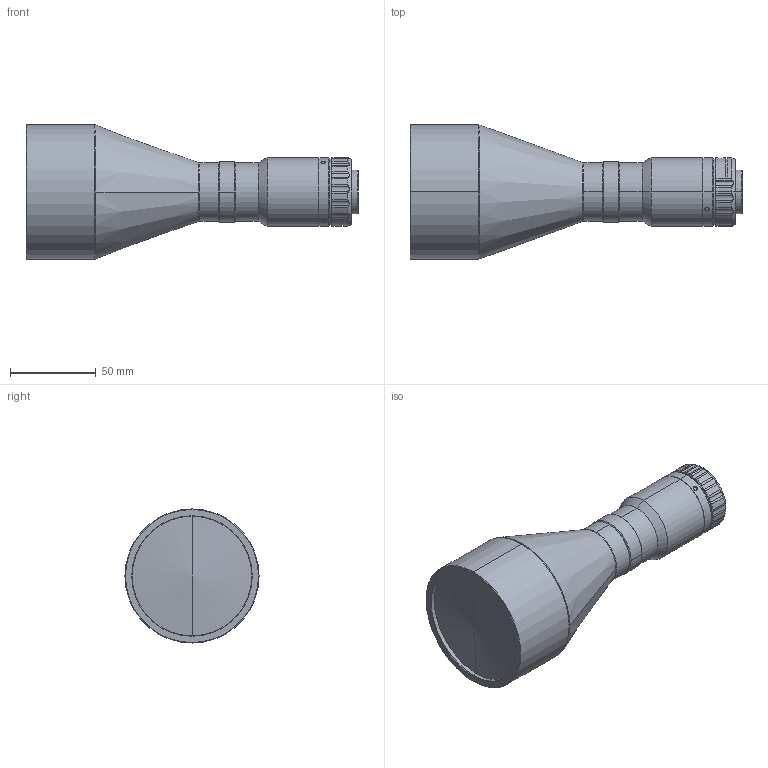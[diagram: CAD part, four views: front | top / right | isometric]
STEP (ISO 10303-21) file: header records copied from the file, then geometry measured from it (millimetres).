
FILE_DESCRIPTION (( 'STEP AP203' ), '1' );
FILE_NAME ('DTCM111-56-AL.STEP', '2019-11-14T07:08:35', ( 'Windows 蚚誧' ), ( '' ), 'SwSTEP 2.0', 'SolidWorks 2017', '' );
FILE_SCHEMA (( 'CONFIG_CONTROL_DESIGN' ));
Length unit declared in the file: millimetre
Products named in the file (1): DTCM111-56-AL
Bounding box: 193.13 x 78 x 78 mm (x, y, z)
Volume: 441883.5 mm3; surface area: 39028.5 mm2
Topology: 2 solids, 2 shells, 133 faces, 322 edges, 201 vertices
Faces by surface type: cylinder 58, cone 46, plane 25, bspline 4
Entity records: 4457 total; most frequent: CARTESIAN_POINT 1385, ORIENTED_EDGE 636, DIRECTION 610, EDGE_CURVE 318, AXIS2_PLACEMENT_3D 246, VERTEX_POINT 201, EDGE_LOOP 145, ADVANCED_FACE 133
